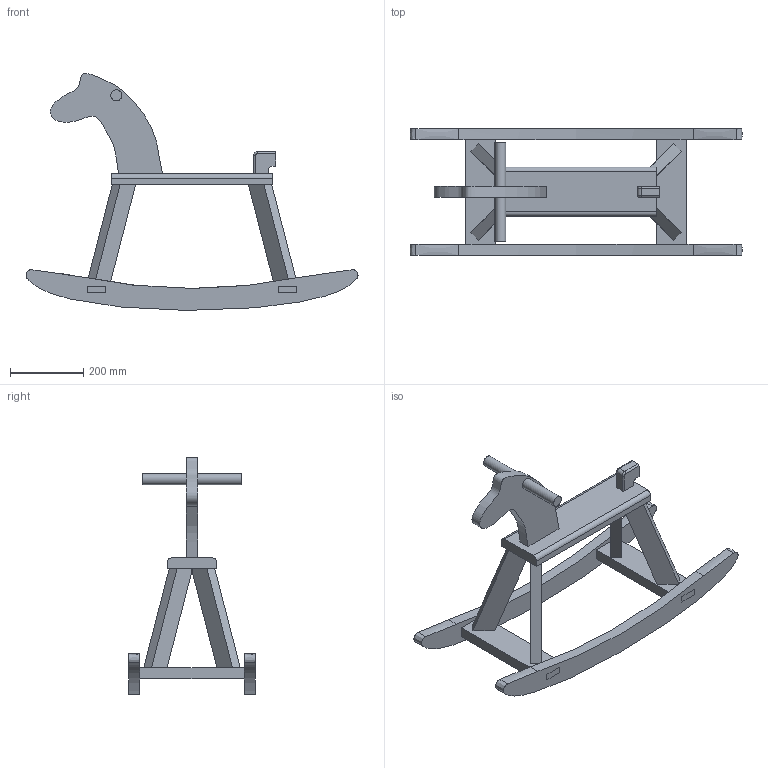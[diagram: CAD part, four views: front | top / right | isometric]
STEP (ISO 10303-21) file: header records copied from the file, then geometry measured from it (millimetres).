
FILE_DESCRIPTION(/* description */ (''),/* implementation_level */ '2;1');
FILE_NAME(/* name */ 'WOODEN HORSE.step',/* time_stamp */ '2024-04-01T15:54:33+08:00',/* author */ (''),/* organization */ (''),/* preprocessor_version */ 'ST-DEVELOPER v20',/* originating_system */ 'Autodesk Translation Framework v12.20.1.177',/* authorisation */ '');
FILE_SCHEMA (('AUTOMOTIVE_DESIGN { 1 0 10303 214 3 1 1 }'));
Length unit declared in the file: millimetre
Products named in the file (13): WOODEN HORSE; Seat; zhicheng1; zhicheng2; head; tail; leg1; leg2; leg3; quban1; quban2; handrail; leg4
Assembly tree (12 placements, depth 2):
  WOODEN HORSE
    Seat
    zhicheng1
    zhicheng2
    head
    tail
    leg1
    leg2
    leg3
    quban1
    quban2
    handrail
    leg4
Bounding box: 905.16 x 345 x 645.64 mm (x, y, z)
Volume: 9798459 mm3; surface area: 1048741.7 mm2
Topology: 12 solids, 12 shells, 217 faces, 533 edges, 354 vertices
Faces by surface type: plane 192, bspline 15, cylinder 10
Full cylindrical faces by diameter (mm): 30 x2
Entity records: 7613 total; most frequent: CARTESIAN_POINT 2158, ORIENTED_EDGE 1066, DIRECTION 971, EDGE_CURVE 533, LINE 473, VECTOR 473, VERTEX_POINT 354, EDGE_LOOP 251
